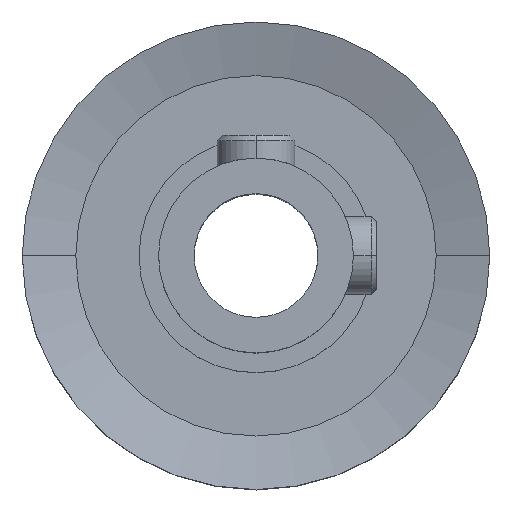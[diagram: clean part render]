
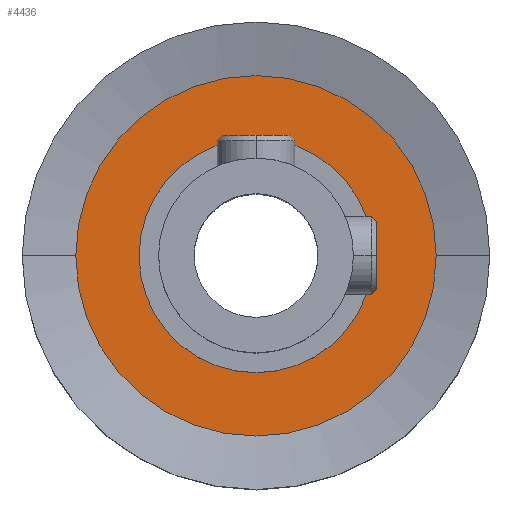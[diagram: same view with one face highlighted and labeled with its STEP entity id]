
A CAD part, top view. The second image highlights one B-rep face of the part: STEP entity #4436.
In plain terms, the highlighted planar face has unit normal (0, 0, 1).
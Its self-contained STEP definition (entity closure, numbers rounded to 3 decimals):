
#151 = VERTEX_POINT ( 'NONE', #4206 ) ;
#185 = FACE_BOUND ( 'NONE', #4553, .T. ) ;
#186 = ORIENTED_EDGE ( 'NONE', *, *, #1175, .F. ) ;
#188 = AXIS2_PLACEMENT_3D ( 'NONE', #5313, #5257, #2329 ) ;
#257 = CARTESIAN_POINT ( 'NONE',  ( 0., 0., 11.6 ) ) ;
#317 = DIRECTION ( 'NONE',  ( 0., 0., 1. ) ) ;
#526 = AXIS2_PLACEMENT_3D ( 'NONE', #2605, #5223, #4332 ) ;
#985 = CIRCLE ( 'NONE', #4166, 9.25 ) ;
#1175 = EDGE_CURVE ( 'NONE', #151, #1305, #3705, .T. ) ;
#1305 = VERTEX_POINT ( 'NONE', #4655 ) ;
#1323 = EDGE_CURVE ( 'NONE', #5402, #3277, #985, .T. ) ;
#1385 = EDGE_LOOP ( 'NONE', ( #2129, #4422 ) ) ;
#1405 = AXIS2_PLACEMENT_3D ( 'NONE', #1447, #3168, #2694 ) ;
#1447 = CARTESIAN_POINT ( 'NONE',  ( 0., 0., 11.6 ) ) ;
#1753 = CIRCLE ( 'NONE', #4908, 6. ) ;
#2060 = EDGE_CURVE ( 'NONE', #3277, #5402, #4217, .T. ) ;
#2129 = ORIENTED_EDGE ( 'NONE', *, *, #2060, .T. ) ;
#2290 = DIRECTION ( 'NONE',  ( 0., 0., 1. ) ) ;
#2329 = DIRECTION ( 'NONE',  ( -1., 0., 0. ) ) ;
#2382 = PLANE ( 'NONE',  #188 ) ;
#2605 = CARTESIAN_POINT ( 'NONE',  ( 0., 0., 11.6 ) ) ;
#2694 = DIRECTION ( 'NONE',  ( 1., 0., 0. ) ) ;
#2876 = CARTESIAN_POINT ( 'NONE',  ( -9.25, 0., 11.6 ) ) ;
#3168 = DIRECTION ( 'NONE',  ( 0., 0., 1. ) ) ;
#3246 = CARTESIAN_POINT ( 'NONE',  ( 9.25, 0., 11.6 ) ) ;
#3277 = VERTEX_POINT ( 'NONE', #3246 ) ;
#3587 = ORIENTED_EDGE ( 'NONE', *, *, #4947, .F. ) ;
#3705 = CIRCLE ( 'NONE', #526, 6. ) ;
#4166 = AXIS2_PLACEMENT_3D ( 'NONE', #257, #317, #5554 ) ;
#4206 = CARTESIAN_POINT ( 'NONE',  ( -6., 0., 11.6 ) ) ;
#4217 = CIRCLE ( 'NONE', #1405, 9.25 ) ;
#4332 = DIRECTION ( 'NONE',  ( 1., 0., 0. ) ) ;
#4422 = ORIENTED_EDGE ( 'NONE', *, *, #1323, .T. ) ;
#4436 = ADVANCED_FACE ( 'NONE', ( #185, #5287 ), #2382, .F. ) ;
#4438 = CARTESIAN_POINT ( 'NONE',  ( 0., 0., 11.6 ) ) ;
#4553 = EDGE_LOOP ( 'NONE', ( #3587, #186 ) ) ;
#4655 = CARTESIAN_POINT ( 'NONE',  ( 6., 0., 11.6 ) ) ;
#4908 = AXIS2_PLACEMENT_3D ( 'NONE', #4438, #2290, #4911 ) ;
#4911 = DIRECTION ( 'NONE',  ( 1., 0., 0. ) ) ;
#4947 = EDGE_CURVE ( 'NONE', #1305, #151, #1753, .T. ) ;
#5223 = DIRECTION ( 'NONE',  ( 0., 0., 1. ) ) ;
#5257 = DIRECTION ( 'NONE',  ( 0., 0., -1. ) ) ;
#5287 = FACE_OUTER_BOUND ( 'NONE', #1385, .T. ) ;
#5313 = CARTESIAN_POINT ( 'NONE',  ( 0., 0., 11.6 ) ) ;
#5402 = VERTEX_POINT ( 'NONE', #2876 ) ;
#5554 = DIRECTION ( 'NONE',  ( 1., 0., 0. ) ) ;
